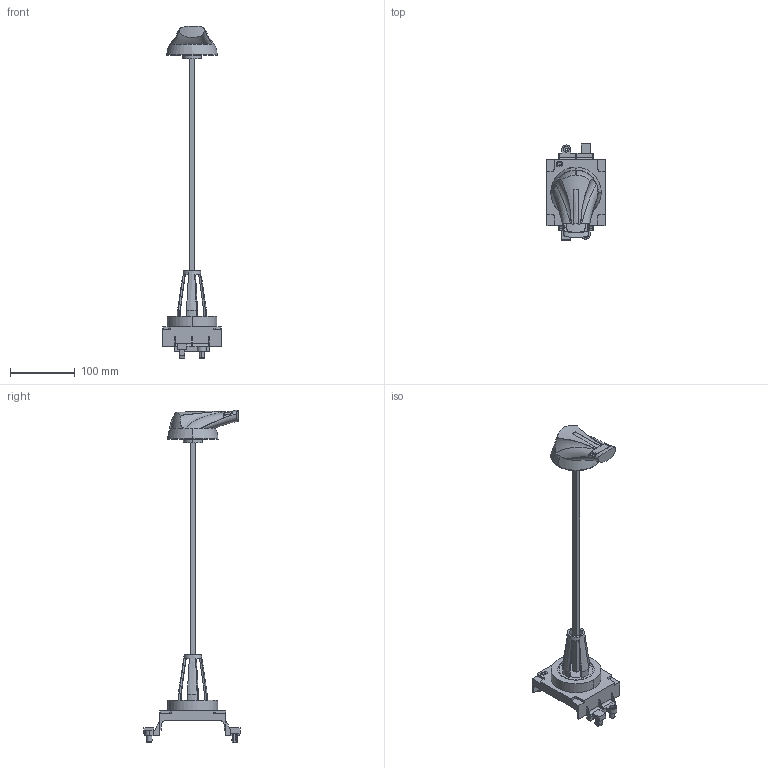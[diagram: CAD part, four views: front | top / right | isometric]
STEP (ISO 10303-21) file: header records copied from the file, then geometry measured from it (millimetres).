
FILE_DESCRIPTION((''),'2;1');
FILE_NAME('XX_ASM','2021-11-03T',('marketing.praksa'),('Audax d.o.o.'),'CREO PARAMETRIC BY PTC INC, 2017480','CREO PARAMETRIC BY PTC INC, 2017480','');
FILE_SCHEMA(('AUTOMOTIVE_DESIGN { 1 0 10303 214 1 1 1 1 }'));
Products named in the file (9): 14333111_1_1_1; BARVA_1_1_1; PRT9563_1_1_2_3_4_5_6_7_8_9_1_1; 004661823_FLBS_EH630-G_ASM_1_AS_ASM; PRT9569_1_1; T; PRT9574; PRT9575; XX_ASM
Assembly tree (8 placements, depth 3):
  XX_ASM
    004661823_FLBS_EH630-G_ASM_1_AS_ASM
      14333111_1_1_1
      BARVA_1_1_1
      PRT9563_1_1_2_3_4_5_6_7_8_9_1_1
    PRT9569_1_1
    T
    PRT9574
    PRT9575
Bounding box: 90 x 148.5 x 513.53 mm (x, y, z)
Volume: 399308.6 mm3; surface area: 108640.1 mm2
Topology: 9 solids, 9 shells, 481 faces, 1317 edges, 881 vertices
Faces by surface type: plane 268, cylinder 159, bspline 40, cone 10, extrusion 4
Entity records: 44632 total; most frequent: CARTESIAN_POINT 25774, ORIENTED_EDGE 2632, DIRECTION 2359, PRESENTATION_STYLE_ASSIGNMENT 1629, STYLED_ITEM 1629, CURVE_STYLE 1316, EDGE_CURVE 1316, VERTEX_POINT 881
